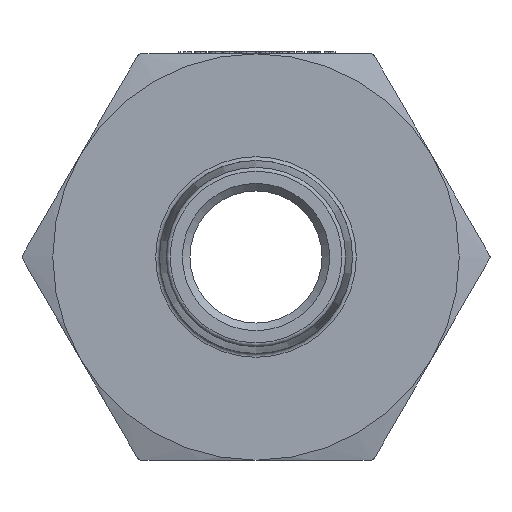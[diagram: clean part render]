
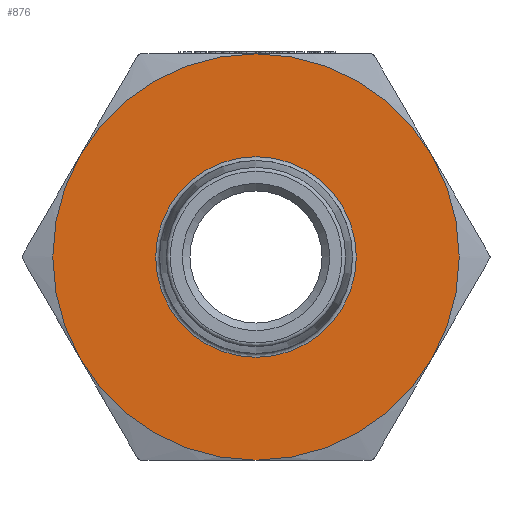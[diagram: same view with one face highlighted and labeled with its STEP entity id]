
A CAD part, left-side view. The second image highlights one B-rep face of the part: STEP entity #876.
In plain terms, the highlighted planar face has unit normal (-1, 0, 0).
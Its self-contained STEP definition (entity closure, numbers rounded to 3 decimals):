
#876 = ADVANCED_FACE ( 'NONE', ( #5004, #5007 ), #11835, .F. ) ;
#1181 = CARTESIAN_POINT ( 'NONE',  ( -4.25, 0., -4.938 ) ) ;
#1243 = VERTEX_POINT ( 'NONE', #1181 ) ;
#1607 = EDGE_LOOP ( 'NONE', ( #2049, #1916, #1859, #3255, #1915, #1965 ) ) ;
#1609 = EDGE_LOOP ( 'NONE', ( #3216 ) ) ;
#1859 = ORIENTED_EDGE ( 'NONE', *, *, #16973, .T. ) ;
#1915 = ORIENTED_EDGE ( 'NONE', *, *, #16466, .T. ) ;
#1916 = ORIENTED_EDGE ( 'NONE', *, *, #16724, .T. ) ;
#1965 = ORIENTED_EDGE ( 'NONE', *, *, #16958, .T. ) ;
#2049 = ORIENTED_EDGE ( 'NONE', *, *, #16687, .T. ) ;
#2768 = AXIS2_PLACEMENT_3D ( 'NONE', #14445, #14446, #14447 ) ;
#2777 = AXIS2_PLACEMENT_3D ( 'NONE', #14666, #14667, #14668 ) ;
#2781 = AXIS2_PLACEMENT_3D ( 'NONE', #11572, #11682, #11644 ) ;
#3034 = AXIS2_PLACEMENT_3D ( 'NONE', #11936, #11817, #11884 ) ;
#3216 = ORIENTED_EDGE ( 'NONE', *, *, #16726, .F. ) ;
#3255 = ORIENTED_EDGE ( 'NONE', *, *, #17069, .T. ) ;
#3788 = VERTEX_POINT ( 'NONE', #10870 ) ;
#3817 = VERTEX_POINT ( 'NONE', #10915 ) ;
#3822 = VERTEX_POINT ( 'NONE', #10925 ) ;
#3823 = VERTEX_POINT ( 'NONE', #10926 ) ;
#3824 = VERTEX_POINT ( 'NONE', #10928 ) ;
#3827 = VERTEX_POINT ( 'NONE', #10931 ) ;
#5004 = FACE_OUTER_BOUND ( 'NONE', #1607, .T. ) ;
#5007 = FACE_BOUND ( 'NONE', #1609, .T. ) ;
#6217 = CIRCLE ( 'NONE', #2781, 4.938 ) ;
#6235 = CIRCLE ( 'NONE', #2768, 10. ) ;
#7689 = CIRCLE ( 'NONE', #9000, 10. ) ;
#8940 = AXIS2_PLACEMENT_3D ( 'NONE', #15677, #15678, #15679 ) ;
#8972 = AXIS2_PLACEMENT_3D ( 'NONE', #14047, #14120, #14099 ) ;
#9000 = AXIS2_PLACEMENT_3D ( 'NONE', #17139, #17105, #17130 ) ;
#9042 = AXIS2_PLACEMENT_3D ( 'NONE', #12791, #12792, #12793 ) ;
#10870 = CARTESIAN_POINT ( 'NONE',  ( -4.25, 0., 10. ) ) ;
#10915 = CARTESIAN_POINT ( 'NONE',  ( -4.25, -8.66, -5. ) ) ;
#10925 = CARTESIAN_POINT ( 'NONE',  ( -4.25, 0., -10. ) ) ;
#10926 = CARTESIAN_POINT ( 'NONE',  ( -4.25, 8.66, 5. ) ) ;
#10928 = CARTESIAN_POINT ( 'NONE',  ( -4.25, 8.66, -5. ) ) ;
#10931 = CARTESIAN_POINT ( 'NONE',  ( -4.25, -8.66, 5. ) ) ;
#11194 = CIRCLE ( 'NONE', #8972, 10. ) ;
#11572 = CARTESIAN_POINT ( 'NONE',  ( -4.25, 0., 0. ) ) ;
#11644 = DIRECTION ( 'NONE',  ( 0., 0., -1. ) ) ;
#11682 = DIRECTION ( 'NONE',  ( -1., 0., 0. ) ) ;
#11817 = DIRECTION ( 'NONE',  ( 1., 0., 0. ) ) ;
#11835 = PLANE ( 'NONE',  #3034 ) ;
#11884 = DIRECTION ( 'NONE',  ( 0., 0., -1. ) ) ;
#11936 = CARTESIAN_POINT ( 'NONE',  ( -4.25, 0., 0. ) ) ;
#12791 = CARTESIAN_POINT ( 'NONE',  ( -4.25, 0., 0. ) ) ;
#12792 = DIRECTION ( 'NONE',  ( -1., 0., 0. ) ) ;
#12793 = DIRECTION ( 'NONE',  ( 0., 0., 1. ) ) ;
#13713 = CIRCLE ( 'NONE', #9042, 10. ) ;
#13997 = CIRCLE ( 'NONE', #2777, 10. ) ;
#14047 = CARTESIAN_POINT ( 'NONE',  ( -4.25, 0., 0. ) ) ;
#14099 = DIRECTION ( 'NONE',  ( 0., 0., 1. ) ) ;
#14120 = DIRECTION ( 'NONE',  ( -1., 0., 0. ) ) ;
#14445 = CARTESIAN_POINT ( 'NONE',  ( -4.25, 0., 0. ) ) ;
#14446 = DIRECTION ( 'NONE',  ( -1., 0., 0. ) ) ;
#14447 = DIRECTION ( 'NONE',  ( 0., 0., 1. ) ) ;
#14666 = CARTESIAN_POINT ( 'NONE',  ( -4.25, 0., 0. ) ) ;
#14667 = DIRECTION ( 'NONE',  ( -1., 0., 0. ) ) ;
#14668 = DIRECTION ( 'NONE',  ( 0., 0., 1. ) ) ;
#15677 = CARTESIAN_POINT ( 'NONE',  ( -4.25, 0., 0. ) ) ;
#15678 = DIRECTION ( 'NONE',  ( -1., 0., 0. ) ) ;
#15679 = DIRECTION ( 'NONE',  ( 0., 0., 1. ) ) ;
#16466 = EDGE_CURVE ( 'NONE', #3823, #3824, #13713, .T. ) ;
#16687 = EDGE_CURVE ( 'NONE', #3822, #3817, #6235, .T. ) ;
#16724 = EDGE_CURVE ( 'NONE', #3817, #3827, #13997, .T. ) ;
#16726 = EDGE_CURVE ( 'NONE', #1243, #1243, #6217, .T. ) ;
#16958 = EDGE_CURVE ( 'NONE', #3824, #3822, #7689, .T. ) ;
#16973 = EDGE_CURVE ( 'NONE', #3827, #3788, #11194, .T. ) ;
#17069 = EDGE_CURVE ( 'NONE', #3788, #3823, #17150, .T. ) ;
#17105 = DIRECTION ( 'NONE',  ( -1., 0., 0. ) ) ;
#17130 = DIRECTION ( 'NONE',  ( 0., 0., 1. ) ) ;
#17139 = CARTESIAN_POINT ( 'NONE',  ( -4.25, 0., 0. ) ) ;
#17150 = CIRCLE ( 'NONE', #8940, 10. ) ;
